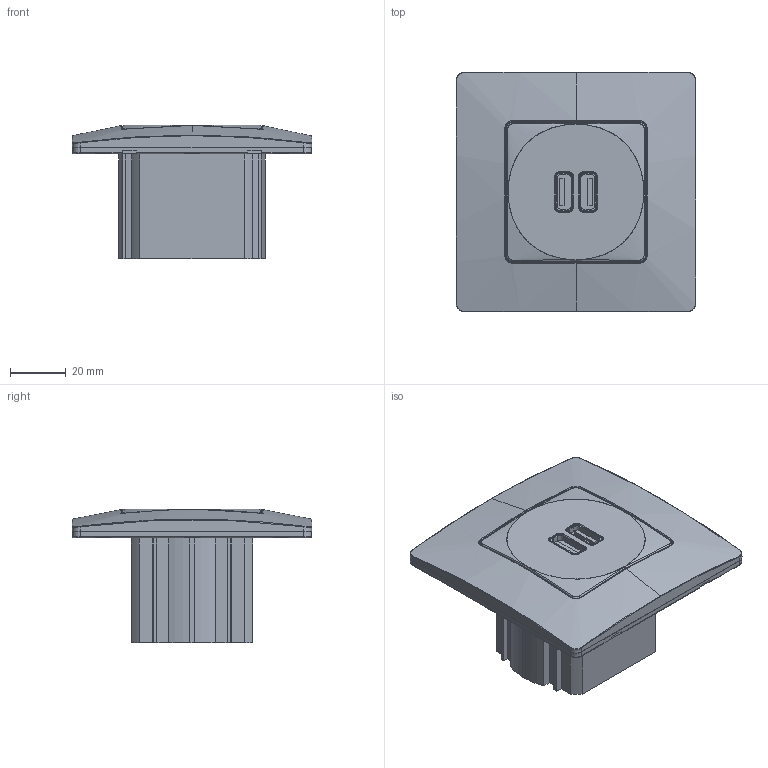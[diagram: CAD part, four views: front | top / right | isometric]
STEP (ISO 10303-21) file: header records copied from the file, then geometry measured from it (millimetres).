
FILE_DESCRIPTION (( 'STEP AP203' ), '1' );
FILE_NAME ('Rozetka_USB2_A_A.STEP', '2025-06-26T07:36:52', ( '' ), ( '' ), 'SwSTEP 2.0', 'SolidWorks 2022', '' );
FILE_SCHEMA (( 'CONFIG_CONTROL_DESIGN' ));
Length unit declared in the file: millimetre
Products named in the file (1): Rozetka_USB2_A_A
Bounding box: 86 x 86 x 47.9 mm (x, y, z)
Volume: 137858.9 mm3; surface area: 27697.7 mm2
Topology: 1 solids, 13 shells, 608 faces, 1586 edges, 1014 vertices
Faces by surface type: plane 386, bspline 102, cylinder 84, cone 32, torus 4
Entity records: 28444 total; most frequent: CARTESIAN_POINT 14535, ORIENTED_EDGE 3172, DIRECTION 2418, EDGE_CURVE 1586, VERTEX_POINT 1014, LINE 1004, VECTOR 1004, AXIS2_PLACEMENT_3D 707
